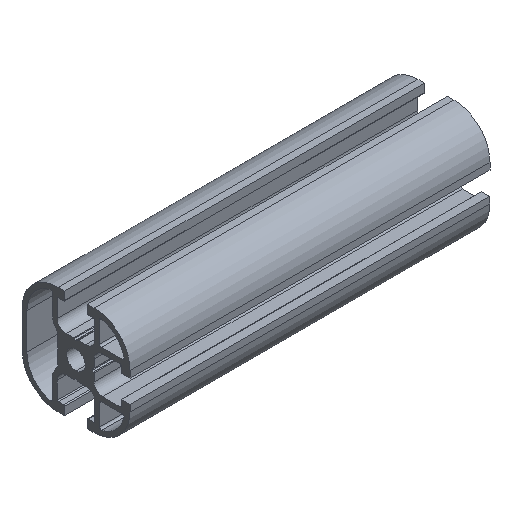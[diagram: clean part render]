
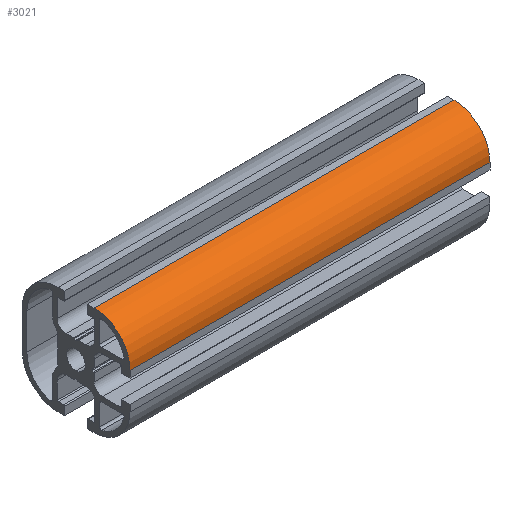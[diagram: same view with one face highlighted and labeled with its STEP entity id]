
A CAD part, isometric view. The second image highlights one B-rep face of the part: STEP entity #3021.
In plain terms, the highlighted cylindrical face has radius 10 mm (diameter 20 mm), a partial arc.
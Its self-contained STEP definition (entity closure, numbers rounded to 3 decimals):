
#304 = VERTEX_POINT ( 'NONE', #3273 ) ;
#306 = VERTEX_POINT ( 'NONE', #3275 ) ;
#311 = VERTEX_POINT ( 'NONE', #3280 ) ;
#313 = VERTEX_POINT ( 'NONE', #3282 ) ;
#643 = ORIENTED_EDGE ( 'NONE', *, *, #2372, .T. ) ;
#644 = ORIENTED_EDGE ( 'NONE', *, *, #2373, .F. ) ;
#645 = ORIENTED_EDGE ( 'NONE', *, *, #2389, .F. ) ;
#646 = ORIENTED_EDGE ( 'NONE', *, *, #2370, .T. ) ;
#908 = EDGE_LOOP ( 'NONE', ( #643, #644, #645, #646 ) ) ;
#1093 = DIRECTION ( 'NONE',  ( 0., 0., 1. ) ) ;
#1100 = DIRECTION ( 'NONE',  ( -1., 0., 0. ) ) ;
#1101 = CARTESIAN_POINT ( 'NONE',  ( 57.347, -18.461, 395.354 ) ) ;
#1586 = AXIS2_PLACEMENT_3D ( 'NONE', #1101, #1100, #1093 ) ;
#1643 = AXIS2_PLACEMENT_3D ( 'NONE', #2626, #2627, #2628 ) ;
#1963 = AXIS2_PLACEMENT_3D ( 'NONE', #2587, #2588, #2589 ) ;
#2370 = EDGE_CURVE ( 'NONE', #306, #313, #2702, .T. ) ;
#2372 = EDGE_CURVE ( 'NONE', #313, #311, #2706, .T. ) ;
#2373 = EDGE_CURVE ( 'NONE', #304, #311, #2708, .T. ) ;
#2389 = EDGE_CURVE ( 'NONE', #306, #304, #2734, .T. ) ;
#2576 = DIRECTION ( 'NONE',  ( -1., 0., 0. ) ) ;
#2581 = CARTESIAN_POINT ( 'NONE',  ( 57.347, -18.461, 405.354 ) ) ;
#2582 = CARTESIAN_POINT ( 'NONE',  ( 57.347, -28.461, 395.354 ) ) ;
#2583 = DIRECTION ( 'NONE',  ( -1., 0., 0. ) ) ;
#2587 = CARTESIAN_POINT ( 'NONE',  ( -42.653, -18.461, 395.354 ) ) ;
#2588 = DIRECTION ( 'NONE',  ( 1., 0., 0. ) ) ;
#2589 = DIRECTION ( 'NONE',  ( 0., 0., -1. ) ) ;
#2626 = CARTESIAN_POINT ( 'NONE',  ( 57.347, -18.461, 395.354 ) ) ;
#2627 = DIRECTION ( 'NONE',  ( 1., 0., 0. ) ) ;
#2628 = DIRECTION ( 'NONE',  ( 0., 0., -1. ) ) ;
#2702 = LINE ( 'NONE', #2581, #2705 ) ;
#2705 = VECTOR ( 'NONE', #2583, 1000. ) ;
#2706 = CIRCLE ( 'NONE', #1963, 10. ) ;
#2708 = LINE ( 'NONE', #2582, #2710 ) ;
#2710 = VECTOR ( 'NONE', #2576, 1000. ) ;
#2734 = CIRCLE ( 'NONE', #1643, 10. ) ;
#2829 = FACE_OUTER_BOUND ( 'NONE', #908, .T. ) ;
#2860 = CYLINDRICAL_SURFACE ( 'NONE', #1586, 10. ) ;
#3021 = ADVANCED_FACE ( 'NONE', ( #2829 ), #2860, .T. ) ;
#3273 = CARTESIAN_POINT ( 'NONE',  ( 57.347, -28.461, 395.354 ) ) ;
#3275 = CARTESIAN_POINT ( 'NONE',  ( 57.347, -18.461, 405.354 ) ) ;
#3280 = CARTESIAN_POINT ( 'NONE',  ( -42.653, -28.461, 395.354 ) ) ;
#3282 = CARTESIAN_POINT ( 'NONE',  ( -42.653, -18.461, 405.354 ) ) ;
